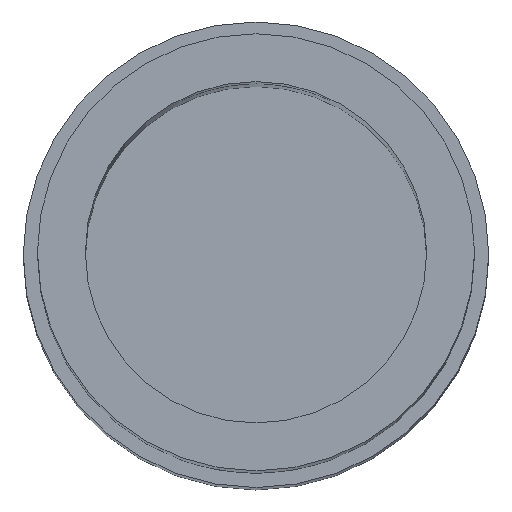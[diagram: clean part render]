
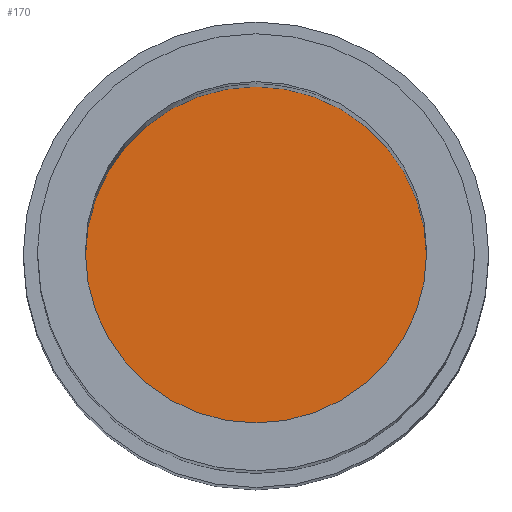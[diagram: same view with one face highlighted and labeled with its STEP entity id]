
A CAD part, top view. The second image highlights one B-rep face of the part: STEP entity #170.
In plain terms, the highlighted planar face has unit normal (0, 0, 1).
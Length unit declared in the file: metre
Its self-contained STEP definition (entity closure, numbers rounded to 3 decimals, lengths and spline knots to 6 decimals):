
#17=PLANE('',#208);
#21=CIRCLE('',#192,0.0033);
#51=ORIENTED_EDGE('',*,*,#66,.T.);
#66=EDGE_CURVE('',#81,#81,#21,.T.);
#81=VERTEX_POINT('',#321);
#115=EDGE_LOOP('',(#51));
#145=FACE_BOUND('',#115,.T.);
#170=ADVANCED_FACE('',(#145),#17,.T.);
#192=AXIS2_PLACEMENT_3D('',#320,#223,#224);
#208=AXIS2_PLACEMENT_3D('',#345,#255,#256);
#223=DIRECTION('',(0.,0.,1.));
#224=DIRECTION('',(1.,0.,0.));
#255=DIRECTION('',(0.,0.,1.));
#256=DIRECTION('',(1.,0.,0.));
#320=CARTESIAN_POINT('',(0.,0.,0.07955));
#321=CARTESIAN_POINT('',(0.0033,0.,0.07955));
#345=CARTESIAN_POINT('',(0.,0.,0.07955));
